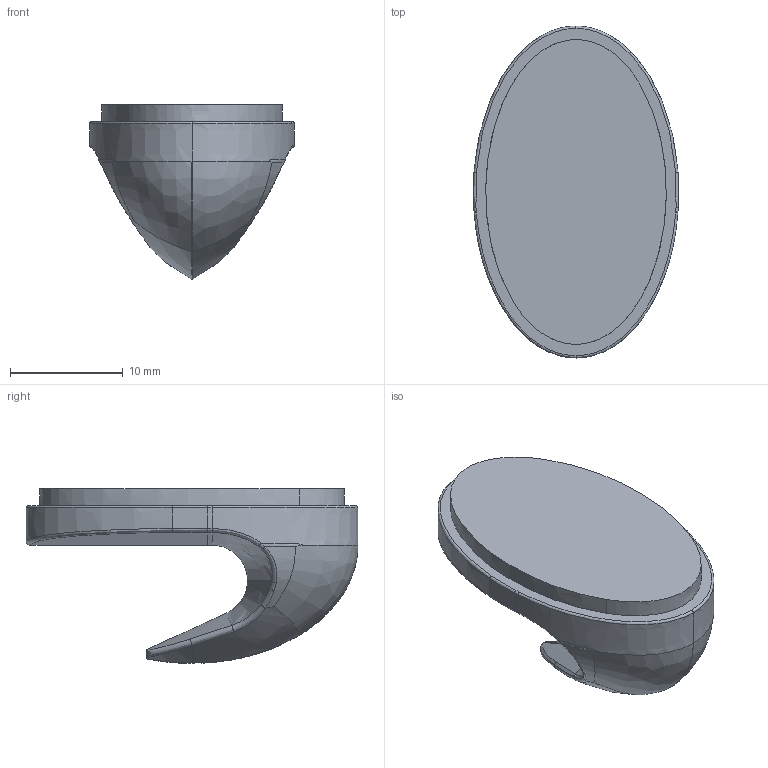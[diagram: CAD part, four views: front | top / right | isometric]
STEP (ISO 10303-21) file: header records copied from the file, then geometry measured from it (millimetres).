
FILE_DESCRIPTION(('Creo Elements/Direct Modeling STEP Export'),'2;1');
FILE_NAME('H214.stp','2021-05-27T11:01:47',(''),(''),'Creo Elements/Direct Modeling STEP processor for AP214 (Solid Model)','Creo Elements/Direct Modeling 20.0 12-Nov-2016 (C) Parametric Technology GmbH','');
FILE_SCHEMA(('AUTOMOTIVE_DESIGN { 1 0 10303 214 1 1 1 1 }'));
Length unit declared in the file: millimetre
Products named in the file (3): Haken; Klebepad; KU-9217
Assembly tree (2 placements, depth 2):
  KU-9217
    Klebepad
    Haken
Bounding box: 18.15 x 29.4 x 15.48 mm (x, y, z)
Volume: 2295.5 mm3; surface area: 2325.5 mm2
Topology: 2 solids, 2 shells, 96 faces, 222 edges, 130 vertices
Faces by surface type: bspline 62, extrusion 12, plane 11, cylinder 7, cone 2, torus 2
Entity records: 25684 total; most frequent: CARTESIAN_POINT 24098, ORIENTED_EDGE 440, EDGE_CURVE 220, B_SPLINE_CURVE_WITH_KNOTS 138, VERTEX_POINT 130, DIRECTION 106, EDGE_LOOP 98, FACE_OUTER_BOUND 96
